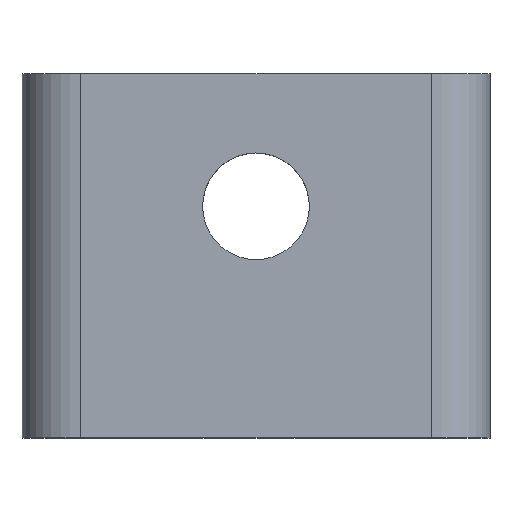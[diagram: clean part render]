
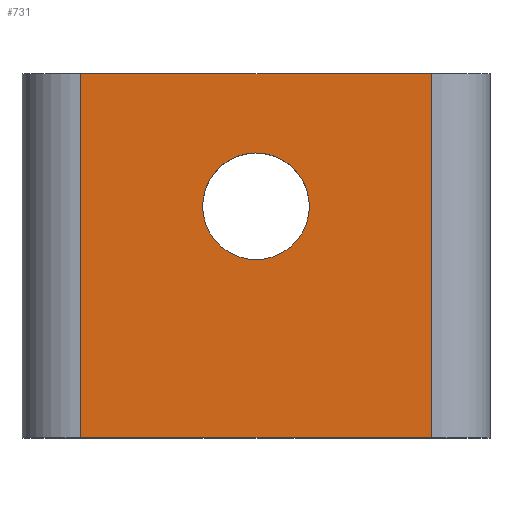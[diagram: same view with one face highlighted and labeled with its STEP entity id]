
A CAD part, top view. The second image highlights one B-rep face of the part: STEP entity #731.
In plain terms, the highlighted planar face has unit normal (0, 0, 1).
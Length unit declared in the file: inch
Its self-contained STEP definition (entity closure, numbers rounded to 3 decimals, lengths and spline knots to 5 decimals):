
#20=FACE_BOUND('',#133,.T.);
#36=PLANE('',#804);
#86=FACE_OUTER_BOUND('',#132,.T.);
#132=EDGE_LOOP('',(#635,#636,#637,#638));
#133=EDGE_LOOP('',(#639));
#176=CIRCLE('',#805,0.091);
#201=LINE('',#1309,#260);
#229=LINE('',#1391,#288);
#230=LINE('',#1398,#289);
#231=LINE('',#1400,#290);
#260=VECTOR('',#897,0.3937);
#288=VECTOR('',#985,0.3937);
#289=VECTOR('',#994,0.3937);
#290=VECTOR('',#997,0.3937);
#333=VERTEX_POINT('',#1306);
#334=VERTEX_POINT('',#1308);
#357=VERTEX_POINT('',#1388);
#358=VERTEX_POINT('',#1390);
#361=VERTEX_POINT('',#1401);
#414=EDGE_CURVE('',#334,#333,#201,.T.);
#455=EDGE_CURVE('',#357,#358,#229,.T.);
#459=EDGE_CURVE('',#358,#333,#230,.T.);
#460=EDGE_CURVE('',#334,#357,#231,.T.);
#461=EDGE_CURVE('',#361,#361,#176,.T.);
#635=ORIENTED_EDGE('',*,*,#459,.F.);
#636=ORIENTED_EDGE('',*,*,#455,.F.);
#637=ORIENTED_EDGE('',*,*,#460,.F.);
#638=ORIENTED_EDGE('',*,*,#414,.T.);
#639=ORIENTED_EDGE('',*,*,#461,.T.);
#731=ADVANCED_FACE('',(#86,#20),#36,.T.);
#804=AXIS2_PLACEMENT_3D('',#1399,#995,#996);
#805=AXIS2_PLACEMENT_3D('',#1402,#998,#999);
#897=DIRECTION('',(1.,0.,0.));
#985=DIRECTION('',(1.,0.,0.));
#994=DIRECTION('',(0.,-1.,0.));
#995=DIRECTION('center_axis',(0.,0.,1.));
#996=DIRECTION('ref_axis',(1.,0.,0.));
#997=DIRECTION('',(0.,1.,0.));
#998=DIRECTION('center_axis',(0.,0.,-1.));
#999=DIRECTION('ref_axis',(-1.,0.,0.));
#1306=CARTESIAN_POINT('',(0.9,0.,0.72157));
#1308=CARTESIAN_POINT('',(0.302,0.,0.72157));
#1309=CARTESIAN_POINT('',(0.202,0.,0.72157));
#1388=CARTESIAN_POINT('',(0.302,0.621,0.72157));
#1390=CARTESIAN_POINT('',(0.9,0.621,0.72157));
#1391=CARTESIAN_POINT('',(0.202,0.621,0.72157));
#1398=CARTESIAN_POINT('',(0.9,0.,0.72157));
#1399=CARTESIAN_POINT('Origin',(0.202,0.,0.72157));
#1400=CARTESIAN_POINT('',(0.302,0.,0.72157));
#1401=CARTESIAN_POINT('',(0.692,0.395,0.72157));
#1402=CARTESIAN_POINT('Origin',(0.601,0.395,0.72157));
